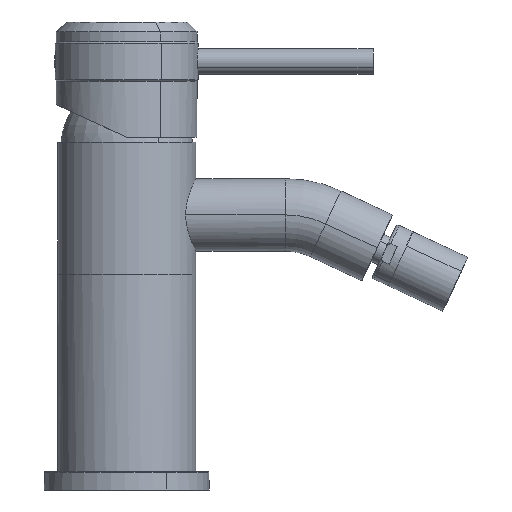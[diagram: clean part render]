
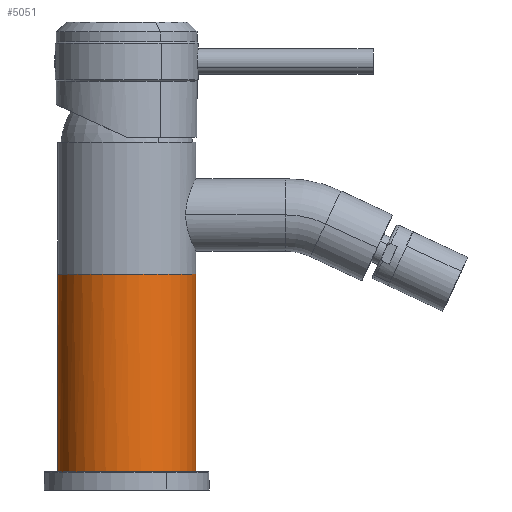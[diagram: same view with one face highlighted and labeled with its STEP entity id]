
A CAD part, front view. The second image highlights one B-rep face of the part: STEP entity #5051.
In plain terms, the highlighted cylindrical face has radius 21 mm (diameter 42 mm), a partial arc.
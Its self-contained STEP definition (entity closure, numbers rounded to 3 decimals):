
#121=CARTESIAN_POINT('Vertex',(-21.,0.,60.)) ;
#167=CARTESIAN_POINT('Vertex',(21.,0.,60.)) ;
#215=CARTESIAN_POINT('Axis2P3D Location',(0.,0.,60.)) ;
#4721=CARTESIAN_POINT('Axis2P3D Location',(0.,0.,0.)) ;
#4725=CARTESIAN_POINT('Vertex',(-21.,0.,0.)) ;
#4727=CARTESIAN_POINT('Vertex',(-19.309,-8.256,0.)) ;
#4741=CARTESIAN_POINT('Vertex',(21.,0.,0.)) ;
#4744=CARTESIAN_POINT('Axis2P3D Location',(0.,0.,0.)) ;
#5021=CARTESIAN_POINT('Axis2P3D Location',(0.,0.,30.)) ;
#5026=CARTESIAN_POINT('Line Origine',(-21.,0.,30.)) ;
#5031=CARTESIAN_POINT('Line Origine',(21.,0.,30.)) ;
#5028=VECTOR('Line Direction',#5027,1.) ;
#5033=VECTOR('Line Direction',#5032,1.) ;
#216=DIRECTION('Axis2P3D Direction',(0.,0.,1.)) ;
#4722=DIRECTION('Axis2P3D Direction',(0.,0.,1.)) ;
#4745=DIRECTION('Axis2P3D Direction',(0.,0.,1.)) ;
#5022=DIRECTION('Axis2P3D Direction',(0.,0.,1.)) ;
#5023=DIRECTION('Axis2P3D XDirection',(-1.,0.,0.)) ;
#5027=DIRECTION('Vector Direction',(0.,0.,1.)) ;
#5032=DIRECTION('Vector Direction',(0.,0.,1.)) ;
#217=AXIS2_PLACEMENT_3D('Circle Axis2P3D',#215,#216,$) ;
#4723=AXIS2_PLACEMENT_3D('Circle Axis2P3D',#4721,#4722,$) ;
#4746=AXIS2_PLACEMENT_3D('Circle Axis2P3D',#4744,#4745,$) ;
#5024=AXIS2_PLACEMENT_3D('Cylinder Axis2P3D',#5021,#5022,#5023) ;
#5029=LINE('Line',#5026,#5028) ;
#5034=LINE('Line',#5031,#5033) ;
#218=CIRCLE('generated circle',#217,21.) ;
#4724=CIRCLE('generated circle',#4723,21.) ;
#4747=CIRCLE('generated circle',#4746,21.) ;
#5025=CYLINDRICAL_SURFACE('generated cylinder',#5024,21.) ;
#219=EDGE_CURVE('',#122,#168,#218,.T.) ;
#4729=EDGE_CURVE('',#4726,#4728,#4724,.T.) ;
#4748=EDGE_CURVE('',#4728,#4742,#4747,.T.) ;
#5030=EDGE_CURVE('',#4726,#122,#5029,.T.) ;
#5035=EDGE_CURVE('',#168,#4742,#5034,.F.) ;
#5045=ORIENTED_EDGE('',*,*,#5030,.F.) ;
#5046=ORIENTED_EDGE('',*,*,#4729,.T.) ;
#5047=ORIENTED_EDGE('',*,*,#4748,.T.) ;
#5048=ORIENTED_EDGE('',*,*,#5035,.F.) ;
#5049=ORIENTED_EDGE('',*,*,#219,.F.) ;
#5044=EDGE_LOOP('',(#5045,#5046,#5047,#5048,#5049)) ;
#122=VERTEX_POINT('',#121) ;
#168=VERTEX_POINT('',#167) ;
#4726=VERTEX_POINT('',#4725) ;
#4728=VERTEX_POINT('',#4727) ;
#4742=VERTEX_POINT('',#4741) ;
#5051=ADVANCED_FACE('PR0440.003_AllCATPart.1\\PartBody',(#5050),#5025,.T.) ;
#5050=FACE_OUTER_BOUND('',#5044,.T.) ;
